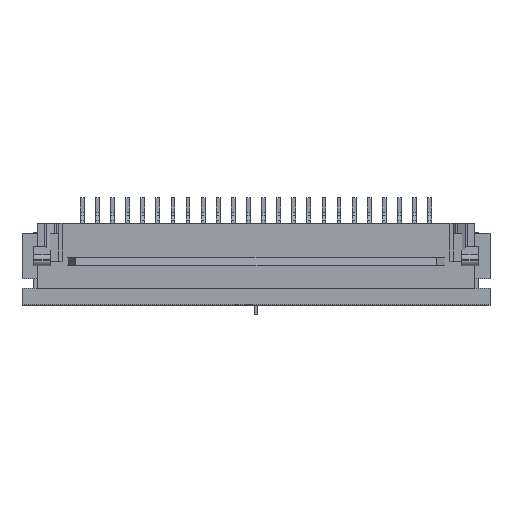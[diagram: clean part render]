
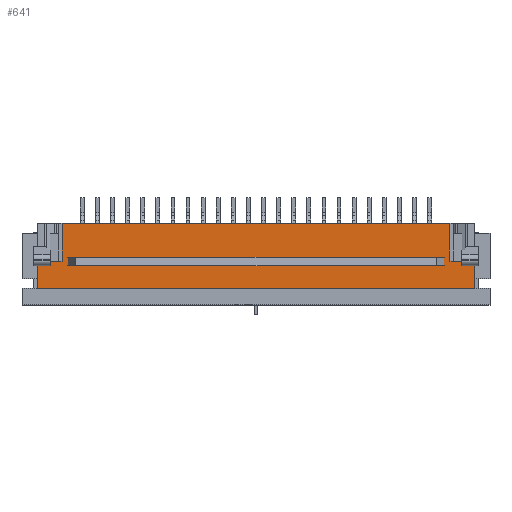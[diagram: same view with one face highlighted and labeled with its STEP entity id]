
A CAD part, top view. The second image highlights one B-rep face of the part: STEP entity #641.
In plain terms, the highlighted planar face has unit normal (0, 0, 1).
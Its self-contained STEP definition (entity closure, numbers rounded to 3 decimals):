
#641 = ADVANCED_FACE( '', ( #1541 ), #1542, .F. );
#1541 = FACE_OUTER_BOUND( '', #2789, .T. );
#1542 = PLANE( '', #2790 );
#2789 = EDGE_LOOP( '', ( #4219, #4220, #4221, #4222, #4223, #4224, #4225, #4226 ) );
#2790 = AXIS2_PLACEMENT_3D( '', #4227, #4228, #4229 );
#4219 = ORIENTED_EDGE( '', *, *, #9550, .T. );
#4220 = ORIENTED_EDGE( '', *, *, #9551, .F. );
#4221 = ORIENTED_EDGE( '', *, *, #9552, .T. );
#4222 = ORIENTED_EDGE( '', *, *, #9553, .F. );
#4223 = ORIENTED_EDGE( '', *, *, #9554, .F. );
#4224 = ORIENTED_EDGE( '', *, *, #9555, .F. );
#4225 = ORIENTED_EDGE( '', *, *, #9524, .F. );
#4226 = ORIENTED_EDGE( '', *, *, #9548, .T. );
#4227 = CARTESIAN_POINT( '', ( 14.5, -2.15, 1.5 ) );
#4228 = DIRECTION( '', ( 0., 0., -1. ) );
#4229 = DIRECTION( '', ( -1., 0., 0. ) );
#9524 = EDGE_CURVE( '', #11440, #11442, #11443, .T. );
#9548 = EDGE_CURVE( '', #11440, #11484, #11486, .T. );
#9550 = EDGE_CURVE( '', #11484, #11488, #11489, .T. );
#9551 = EDGE_CURVE( '', #11490, #11488, #11491, .T. );
#9552 = EDGE_CURVE( '', #11490, #11492, #11493, .T. );
#9553 = EDGE_CURVE( '', #11494, #11492, #11495, .T. );
#9554 = EDGE_CURVE( '', #11496, #11494, #11497, .T. );
#9555 = EDGE_CURVE( '', #11442, #11496, #11498, .T. );
#11440 = VERTEX_POINT( '', #14350 );
#11442 = VERTEX_POINT( '', #14353 );
#11443 = LINE( '', #14354, #14355 );
#11484 = VERTEX_POINT( '', #14413 );
#11486 = LINE( '', #14416, #14417 );
#11488 = VERTEX_POINT( '', #14420 );
#11489 = LINE( '', #14421, #14422 );
#11490 = VERTEX_POINT( '', #14423 );
#11491 = LINE( '', #14424, #14425 );
#11492 = VERTEX_POINT( '', #14426 );
#11493 = LINE( '', #14427, #14428 );
#11494 = VERTEX_POINT( '', #14429 );
#11495 = LINE( '', #14430, #14431 );
#11496 = VERTEX_POINT( '', #14432 );
#11497 = LINE( '', #14433, #14434 );
#11498 = LINE( '', #14435, #14436 );
#14350 = CARTESIAN_POINT( '', ( 14.5, -2.15, 1.5 ) );
#14353 = CARTESIAN_POINT( '', ( -14.5, -2.15, 1.5 ) );
#14354 = CARTESIAN_POINT( '', ( 14.5, -2.15, 1.5 ) );
#14355 = VECTOR( '', #18372, 1000. );
#14413 = CARTESIAN_POINT( '', ( 14.5, -0.35, 1.5 ) );
#14416 = CARTESIAN_POINT( '', ( 14.5, -2.15, 1.5 ) );
#14417 = VECTOR( '', #18406, 1000. );
#14420 = CARTESIAN_POINT( '', ( 12.85, -0.35, 1.5 ) );
#14421 = CARTESIAN_POINT( '', ( 12.85, -0.35, 1.5 ) );
#14422 = VECTOR( '', #18408, 1000. );
#14423 = CARTESIAN_POINT( '', ( 12.85, 2.15, 1.5 ) );
#14424 = CARTESIAN_POINT( '', ( 12.85, 29.301, 1.5 ) );
#14425 = VECTOR( '', #18409, 1000. );
#14426 = CARTESIAN_POINT( '', ( -12.85, 2.15, 1.5 ) );
#14427 = CARTESIAN_POINT( '', ( 14.5, 2.15, 1.5 ) );
#14428 = VECTOR( '', #18410, 1000. );
#14429 = CARTESIAN_POINT( '', ( -12.85, -0.35, 1.5 ) );
#14430 = CARTESIAN_POINT( '', ( -12.85, -2.15, 1.5 ) );
#14431 = VECTOR( '', #18411, 1000. );
#14432 = CARTESIAN_POINT( '', ( -14.5, -0.35, 1.5 ) );
#14433 = CARTESIAN_POINT( '', ( -12.85, -0.35, 1.5 ) );
#14434 = VECTOR( '', #18412, 1000. );
#14435 = CARTESIAN_POINT( '', ( -14.5, -2.15, 1.5 ) );
#14436 = VECTOR( '', #18413, 1000. );
#18372 = DIRECTION( '', ( -1., 0., 0. ) );
#18406 = DIRECTION( '', ( 0., 1., 0. ) );
#18408 = DIRECTION( '', ( -1., 0., 0. ) );
#18409 = DIRECTION( '', ( 0., -1., 0. ) );
#18410 = DIRECTION( '', ( -1., 0., 0. ) );
#18411 = DIRECTION( '', ( 0., 1., 0. ) );
#18412 = DIRECTION( '', ( 1., 0., 0. ) );
#18413 = DIRECTION( '', ( 0., 1., 0. ) );
